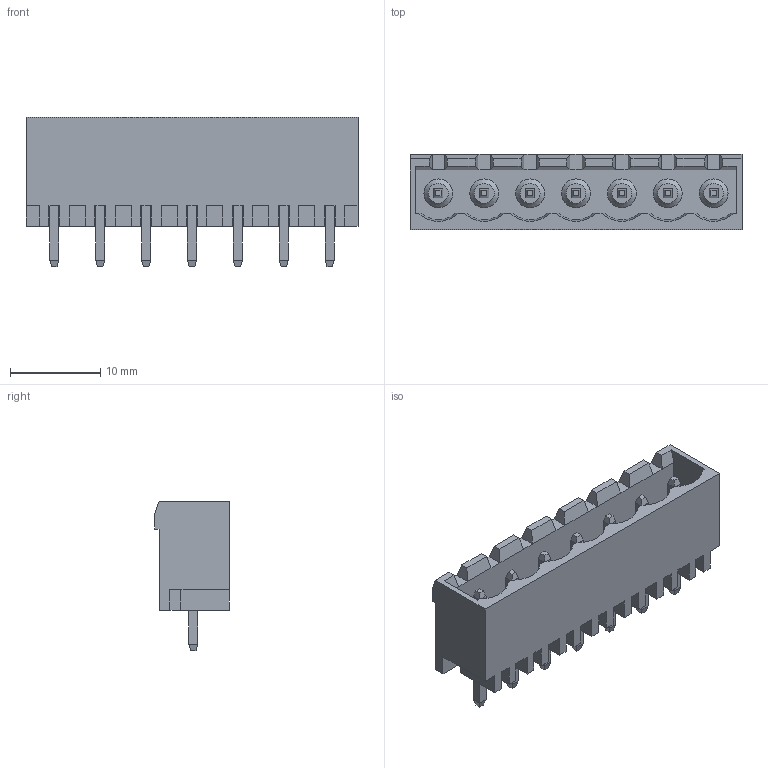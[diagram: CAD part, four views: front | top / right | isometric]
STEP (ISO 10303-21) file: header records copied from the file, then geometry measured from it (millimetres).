
FILE_DESCRIPTION(/* description */ ('model of Conn_Universal-5.08-7P-TOP'),/* implementation_level */ '2;1');
FILE_NAME(/* name */ 'Conn_Universal-5.08-7P-TOP.stp',/* time_stamp */ '2015-12-05T23:10:36',/* author */ ('Joan The Spark',''),/* organization */ (''),/* preprocessor_version */ '',/* originating_system */ '',/* authorisation */ '');
FILE_SCHEMA (('AUTOMOTIVE_DESIGN { 1 0 10303 214 3 1 1 }'));
Length unit declared in the file: millimetre
Products named in the file (1): Conn_Universal-5.08-xP-TOP
Bounding box: 36.76 x 8.3 x 16.6 mm (x, y, z)
Volume: 1664.9 mm3; surface area: 3265.4 mm2
Topology: 1 solids, 1 shells, 401 faces, 1010 edges, 643 vertices
Faces by surface type: plane 372, cylinder 15, cone 14
Full cylindrical faces by diameter (mm): 1.4 x1, 3.2 x7
Entity records: 11904 total; most frequent: CARTESIAN_POINT 2068, ORIENTED_EDGE 1990, DIRECTION 1829, EDGE_CURVE 995, LINE 937, VECTOR 937, VERTEX_POINT 643, EDGE_LOOP 448
